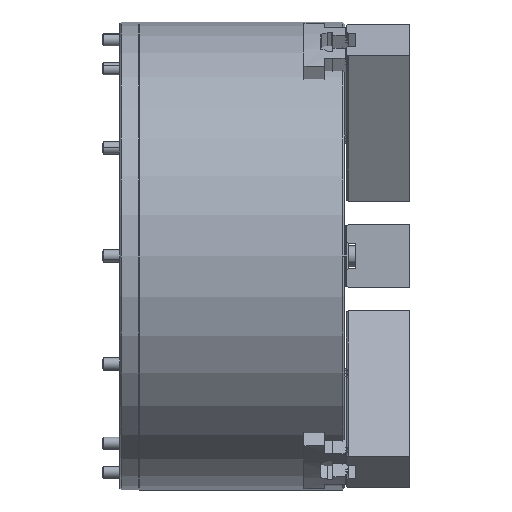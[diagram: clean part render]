
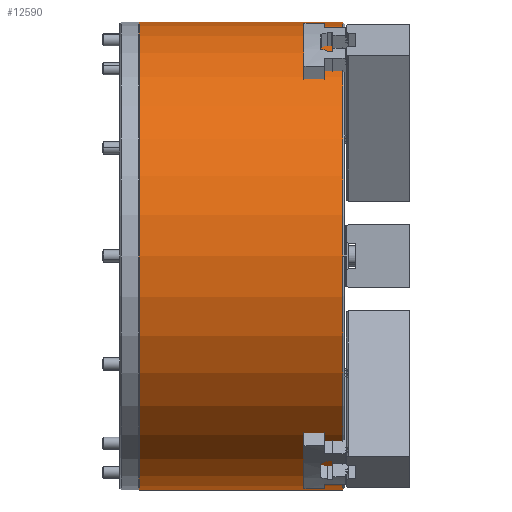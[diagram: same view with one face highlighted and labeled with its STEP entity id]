
A CAD part, front view. The second image highlights one B-rep face of the part: STEP entity #12590.
In plain terms, the highlighted cylindrical face has radius 230 mm (diameter 460 mm), a partial arc.
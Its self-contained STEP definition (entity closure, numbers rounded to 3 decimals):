
#475 = AXIS2_PLACEMENT_3D ( 'NONE', #10649, #6391, #2081 ) ;
#587 = EDGE_LOOP ( 'NONE', ( #2335, #11250, #15303, #5811, #16983 ) ) ;
#750 = EDGE_CURVE ( 'NONE', #11492, #3606, #17061, .T. ) ;
#1003 = VECTOR ( 'NONE', #12966, 1000. ) ;
#1449 = VECTOR ( 'NONE', #17185, 1000. ) ;
#2081 = DIRECTION ( 'NONE',  ( 0., 0., 1. ) ) ;
#2295 = CIRCLE ( 'NONE', #14792, 230. ) ;
#2335 = ORIENTED_EDGE ( 'NONE', *, *, #16944, .F. ) ;
#2661 = FACE_OUTER_BOUND ( 'NONE', #587, .T. ) ;
#3422 = AXIS2_PLACEMENT_3D ( 'NONE', #16249, #16964, #17016 ) ;
#3606 = VERTEX_POINT ( 'NONE', #12871 ) ;
#4882 = VERTEX_POINT ( 'NONE', #14939 ) ;
#5614 = DIRECTION ( 'NONE',  ( -1., 0., 0. ) ) ;
#5811 = ORIENTED_EDGE ( 'NONE', *, *, #7327, .T. ) ;
#6391 = DIRECTION ( 'NONE',  ( -1., 0., 0. ) ) ;
#6431 = CARTESIAN_POINT ( 'NONE',  ( 200., 0., 0. ) ) ;
#6477 = CYLINDRICAL_SURFACE ( 'NONE', #475, 230. ) ;
#6952 = EDGE_CURVE ( 'NONE', #12395, #15453, #2295, .T. ) ;
#7327 = EDGE_CURVE ( 'NONE', #4882, #11492, #11180, .T. ) ;
#7899 = DIRECTION ( 'NONE',  ( 0., 0., 1. ) ) ;
#8167 = LINE ( 'NONE', #11502, #1003 ) ;
#9121 = CARTESIAN_POINT ( 'NONE',  ( 0., 0., 230. ) ) ;
#9223 = CARTESIAN_POINT ( 'NONE',  ( 200., -230., 0. ) ) ;
#10044 = CARTESIAN_POINT ( 'NONE',  ( 0., 0., 230. ) ) ;
#10649 = CARTESIAN_POINT ( 'NONE',  ( 0., 0., 0. ) ) ;
#10790 = CIRCLE ( 'NONE', #13615, 230. ) ;
#11180 = LINE ( 'NONE', #10044, #1449 ) ;
#11250 = ORIENTED_EDGE ( 'NONE', *, *, #6952, .T. ) ;
#11492 = VERTEX_POINT ( 'NONE', #9121 ) ;
#11502 = CARTESIAN_POINT ( 'NONE',  ( 0., 0., -230. ) ) ;
#12395 = VERTEX_POINT ( 'NONE', #13154 ) ;
#12590 = ADVANCED_FACE ( 'NONE', ( #2661 ), #6477, .T. ) ;
#12871 = CARTESIAN_POINT ( 'NONE',  ( 0., 0., -230. ) ) ;
#12966 = DIRECTION ( 'NONE',  ( -1., 0., 0. ) ) ;
#13154 = CARTESIAN_POINT ( 'NONE',  ( 200., 0., -230. ) ) ;
#13615 = AXIS2_PLACEMENT_3D ( 'NONE', #14187, #5614, #15615 ) ;
#14187 = CARTESIAN_POINT ( 'NONE',  ( 200., 0., 0. ) ) ;
#14792 = AXIS2_PLACEMENT_3D ( 'NONE', #6431, #16441, #7899 ) ;
#14939 = CARTESIAN_POINT ( 'NONE',  ( 200., 0., 230. ) ) ;
#15303 = ORIENTED_EDGE ( 'NONE', *, *, #15786, .T. ) ;
#15453 = VERTEX_POINT ( 'NONE', #9223 ) ;
#15615 = DIRECTION ( 'NONE',  ( 0., 0., 1. ) ) ;
#15786 = EDGE_CURVE ( 'NONE', #15453, #4882, #10790, .T. ) ;
#16249 = CARTESIAN_POINT ( 'NONE',  ( 0., 0., 0. ) ) ;
#16441 = DIRECTION ( 'NONE',  ( -1., 0., 0. ) ) ;
#16944 = EDGE_CURVE ( 'NONE', #12395, #3606, #8167, .T. ) ;
#16964 = DIRECTION ( 'NONE',  ( 1., 0., 0. ) ) ;
#16983 = ORIENTED_EDGE ( 'NONE', *, *, #750, .T. ) ;
#17016 = DIRECTION ( 'NONE',  ( 0., 0., 1. ) ) ;
#17061 = CIRCLE ( 'NONE', #3422, 230. ) ;
#17185 = DIRECTION ( 'NONE',  ( -1., 0., 0. ) ) ;
